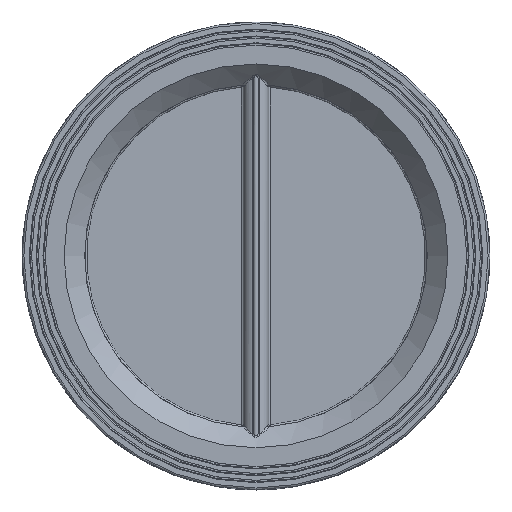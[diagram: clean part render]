
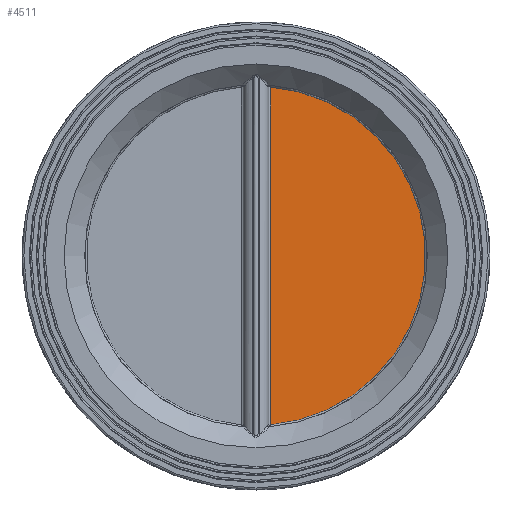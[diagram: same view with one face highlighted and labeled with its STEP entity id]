
A CAD part, top view. The second image highlights one B-rep face of the part: STEP entity #4511.
In plain terms, the highlighted face is planar.
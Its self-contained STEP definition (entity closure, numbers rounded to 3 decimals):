
#450=CIRCLE('',#4695,99.);
#827=FACE_OUTER_BOUND('',#1109,.T.);
#1109=EDGE_LOOP('',(#3795,#3796));
#1381=LINE('',#9338,#1640);
#1640=VECTOR('',#6051,10.);
#1773=VERTEX_POINT('',#6698);
#1774=VERTEX_POINT('',#6700);
#2195=EDGE_CURVE('',#1773,#1774,#450,.T.);
#2633=EDGE_CURVE('',#1774,#1773,#1381,.T.);
#3795=ORIENTED_EDGE('',*,*,#2633,.F.);
#3796=ORIENTED_EDGE('',*,*,#2195,.F.);
#4041=PLANE('',#4992);
#4511=ADVANCED_FACE('',(#827),#4041,.T.);
#4695=AXIS2_PLACEMENT_3D('',#6701,#5273,#5274);
#4992=AXIS2_PLACEMENT_3D('',#9339,#6052,#6053);
#5273=DIRECTION('center_axis',(0.,-1.,0.));
#5274=DIRECTION('ref_axis',(0.996,0.,-0.086));
#6051=DIRECTION('',(-1.,0.,0.));
#6052=DIRECTION('center_axis',(0.,1.,0.));
#6053=DIRECTION('ref_axis',(0.,0.,1.));
#6698=CARTESIAN_POINT('',(-98.634,63.,-8.5));
#6700=CARTESIAN_POINT('',(98.634,63.,-8.5));
#6701=CARTESIAN_POINT('Origin',(0.,63.,0.));
#9338=CARTESIAN_POINT('',(-98.634,63.,-8.5));
#9339=CARTESIAN_POINT('Origin',(0.,63.,-53.75));
